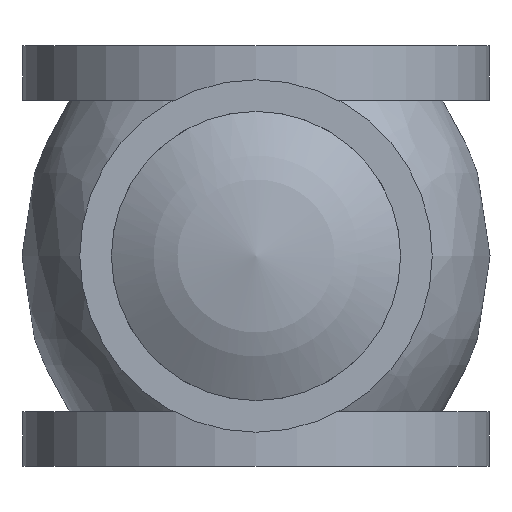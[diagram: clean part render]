
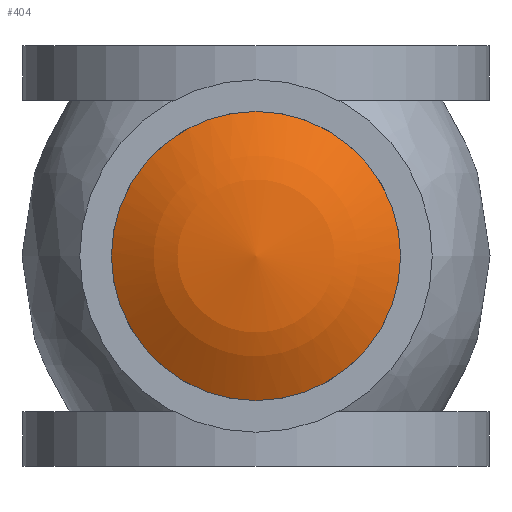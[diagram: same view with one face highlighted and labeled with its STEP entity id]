
A CAD part, left-side view. The second image highlights one B-rep face of the part: STEP entity #404.
In plain terms, the highlighted free-form (B-spline) face has degree [2, 2] with [3, 3] control points.
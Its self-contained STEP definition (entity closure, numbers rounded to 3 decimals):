
#17=(
BOUNDED_SURFACE()
B_SPLINE_SURFACE(2,2,((#938,#939,#940),(#941,#942,#943),(#944,#945,#946)),
 .UNSPECIFIED.,.F.,.F.,.F.)
B_SPLINE_SURFACE_WITH_KNOTS((3,3),(3,3),(-0.546,0.546),
(-0.669,0.67),.UNSPECIFIED.)
GEOMETRIC_REPRESENTATION_ITEM()
RATIONAL_B_SPLINE_SURFACE(((1.,0.784,1.),(0.855,
0.67,0.855),(1.,0.784,1.)))
REPRESENTATION_ITEM('')
SURFACE()
);
#25=B_SPLINE_CURVE_WITH_KNOTS('',3,(#881,#882,#883,#884,#885,#886,#887,
#888,#889,#890,#891,#892,#893,#894,#895,#896,#897,#898,#899,#900,#901,#902,
#903,#904,#905,#906,#907,#908),.UNSPECIFIED.,.F.,.F.,(4,2,2,2,2,2,2,2,2,
2,2,2,2,4),(-30.764,-30.743,-30.301,-29.676,
-28.354,-26.512,-24.583,-22.677,
-20.858,-19.144,-17.583,-16.408,
-15.808,-15.382),.UNSPECIFIED.);
#26=B_SPLINE_CURVE_WITH_KNOTS('',3,(#909,#910,#911,#912,#913,#914,#915,
#916,#917,#918,#919,#920,#921,#922,#923,#924,#925,#926,#927,#928,#929,#930,
#931,#932,#933,#934,#935,#936),.UNSPECIFIED.,.F.,.F.,(4,2,2,2,2,2,2,2,2,
2,2,2,2,4),(-15.382,-15.371,-14.93,-14.313,
-13.023,-11.187,-9.259,-7.35,
-5.529,-3.811,-2.245,-1.047,
-0.439,0.),.UNSPECIFIED.);
#73=FACE_OUTER_BOUND('',#109,.T.);
#109=EDGE_LOOP('',(#335,#336));
#193=VERTEX_POINT('',#878);
#194=VERTEX_POINT('',#880);
#241=EDGE_CURVE('',#194,#193,#25,.T.);
#242=EDGE_CURVE('',#193,#194,#26,.T.);
#335=ORIENTED_EDGE('',*,*,#241,.T.);
#336=ORIENTED_EDGE('',*,*,#242,.T.);
#404=ADVANCED_FACE('',(#73),#17,.F.);
#878=CARTESIAN_POINT('',(-65.34,0.,-48.8));
#880=CARTESIAN_POINT('',(-65.34,0.,48.8));
#881=CARTESIAN_POINT('Ctrl Pts',(-65.34,0.,48.8));
#882=CARTESIAN_POINT('Ctrl Pts',(-65.34,0.071,48.8));
#883=CARTESIAN_POINT('Ctrl Pts',(-65.34,0.142,48.8));
#884=CARTESIAN_POINT('Ctrl Pts',(-65.339,1.688,48.793));
#885=CARTESIAN_POINT('Ctrl Pts',(-65.329,3.162,48.72));
#886=CARTESIAN_POINT('Ctrl Pts',(-65.282,6.704,48.382));
#887=CARTESIAN_POINT('Ctrl Pts',(-65.237,8.762,48.052));
#888=CARTESIAN_POINT('Ctrl Pts',(-65.043,15.087,46.618));
#889=CARTESIAN_POINT('Ctrl Pts',(-64.837,19.227,45.068));
#890=CARTESIAN_POINT('Ctrl Pts',(-64.242,28.502,40.083));
#891=CARTESIAN_POINT('Ctrl Pts',(-63.819,33.306,36.19));
#892=CARTESIAN_POINT('Ctrl Pts',(-63.013,41.406,26.611));
#893=CARTESIAN_POINT('Ctrl Pts',(-62.643,44.546,20.938));
#894=CARTESIAN_POINT('Ctrl Pts',(-62.176,48.424,8.766));
#895=CARTESIAN_POINT('Ctrl Pts',(-62.081,49.153,2.398));
#896=CARTESIAN_POINT('Ctrl Pts',(-62.206,48.152,-9.976));
#897=CARTESIAN_POINT('Ctrl Pts',(-62.411,46.543,-15.869));
#898=CARTESIAN_POINT('Ctrl Pts',(-63.,41.406,-26.449));
#899=CARTESIAN_POINT('Ctrl Pts',(-63.368,38.034,-31.103));
#900=CARTESIAN_POINT('Ctrl Pts',(-64.084,30.207,-38.677));
#901=CARTESIAN_POINT('Ctrl Pts',(-64.426,25.923,-41.67));
#902=CARTESIAN_POINT('Ctrl Pts',(-64.912,17.724,-45.636));
#903=CARTESIAN_POINT('Ctrl Pts',(-65.082,14.007,-46.91));
#904=CARTESIAN_POINT('Ctrl Pts',(-65.249,8.221,-48.144));
#905=CARTESIAN_POINT('Ctrl Pts',(-65.29,6.242,-48.44));
#906=CARTESIAN_POINT('Ctrl Pts',(-65.332,2.837,-48.738));
#907=CARTESIAN_POINT('Ctrl Pts',(-65.34,1.419,-48.8));
#908=CARTESIAN_POINT('Ctrl Pts',(-65.34,0.,
-48.8));
#909=CARTESIAN_POINT('Ctrl Pts',(-65.34,0.,
-48.8));
#910=CARTESIAN_POINT('Ctrl Pts',(-65.34,-0.038,
-48.8));
#911=CARTESIAN_POINT('Ctrl Pts',(-65.34,-0.076,
-48.8));
#912=CARTESIAN_POINT('Ctrl Pts',(-65.34,-1.584,-48.796));
#913=CARTESIAN_POINT('Ctrl Pts',(-65.33,-3.052,-48.727));
#914=CARTESIAN_POINT('Ctrl Pts',(-65.285,-6.563,-48.4));
#915=CARTESIAN_POINT('Ctrl Pts',(-65.241,-8.596,-48.081));
#916=CARTESIAN_POINT('Ctrl Pts',(-65.054,-14.799,-46.7));
#917=CARTESIAN_POINT('Ctrl Pts',(-64.857,-18.85,-45.217));
#918=CARTESIAN_POINT('Ctrl Pts',(-64.276,-28.064,-40.388));
#919=CARTESIAN_POINT('Ctrl Pts',(-63.856,-32.892,-36.562));
#920=CARTESIAN_POINT('Ctrl Pts',(-63.048,-41.089,-27.098));
#921=CARTESIAN_POINT('Ctrl Pts',(-62.673,-44.294,-21.464));
#922=CARTESIAN_POINT('Ctrl Pts',(-62.19,-48.32,-9.331));
#923=CARTESIAN_POINT('Ctrl Pts',(-62.085,-49.124,-2.962));
#924=CARTESIAN_POINT('Ctrl Pts',(-62.193,-48.261,9.441));
#925=CARTESIAN_POINT('Ctrl Pts',(-62.389,-46.715,15.36));
#926=CARTESIAN_POINT('Ctrl Pts',(-62.969,-41.683,26.014));
#927=CARTESIAN_POINT('Ctrl Pts',(-63.335,-38.351,30.713));
#928=CARTESIAN_POINT('Ctrl Pts',(-64.053,-30.579,38.386));
#929=CARTESIAN_POINT('Ctrl Pts',(-64.398,-26.31,41.429));
#930=CARTESIAN_POINT('Ctrl Pts',(-64.895,-18.065,45.508));
#931=CARTESIAN_POINT('Ctrl Pts',(-65.072,-14.287,46.832));
#932=CARTESIAN_POINT('Ctrl Pts',(-65.245,-8.407,48.113));
#933=CARTESIAN_POINT('Ctrl Pts',(-65.288,-6.401,48.421));
#934=CARTESIAN_POINT('Ctrl Pts',(-65.331,-2.925,48.734));
#935=CARTESIAN_POINT('Ctrl Pts',(-65.34,-1.463,48.8));
#936=CARTESIAN_POINT('Ctrl Pts',(-65.34,0.,
48.8));
#938=CARTESIAN_POINT('Ctrl Pts',(-51.24,-40.544,48.8));
#939=CARTESIAN_POINT('Ctrl Pts',(-83.332,0.014,48.8));
#940=CARTESIAN_POINT('Ctrl Pts',(-51.227,40.561,48.8));
#941=CARTESIAN_POINT('Ctrl Pts',(-74.485,-58.937,0.));
#942=CARTESIAN_POINT('Ctrl Pts',(-121.135,0.02,0.));
#943=CARTESIAN_POINT('Ctrl Pts',(-74.466,58.961,0.));
#944=CARTESIAN_POINT('Ctrl Pts',(-51.24,-40.544,-48.8));
#945=CARTESIAN_POINT('Ctrl Pts',(-83.332,0.014,-48.8));
#946=CARTESIAN_POINT('Ctrl Pts',(-51.227,40.561,-48.8));
